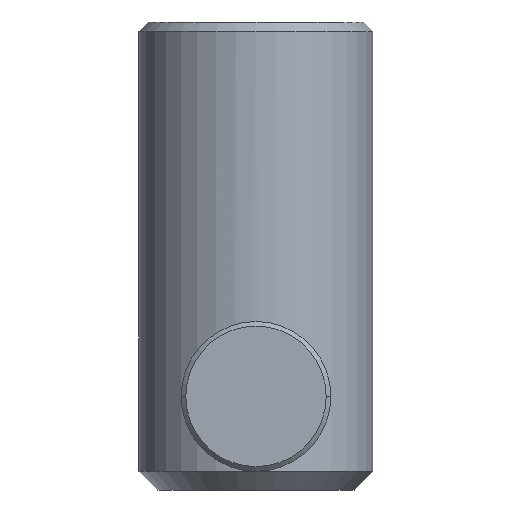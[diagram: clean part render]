
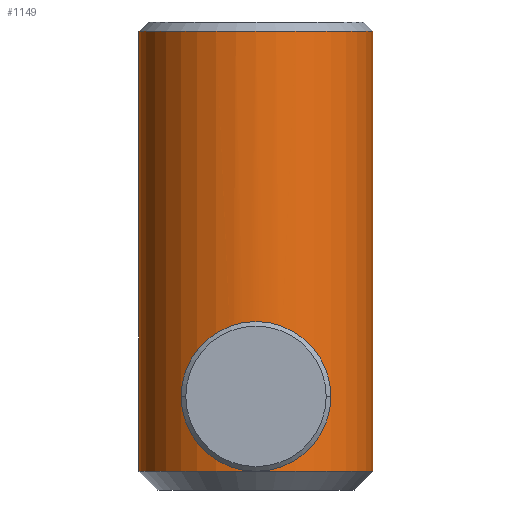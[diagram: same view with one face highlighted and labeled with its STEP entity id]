
A CAD part, front view. The second image highlights one B-rep face of the part: STEP entity #1149.
In plain terms, the highlighted cylindrical face has radius 12.5 mm (diameter 25 mm), a partial arc.
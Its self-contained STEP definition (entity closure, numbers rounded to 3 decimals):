
#35 = CARTESIAN_POINT ( 'NONE',  ( 12.5, 0., 2. ) ) ;
#52 = LINE ( 'NONE', #1172, #573 ) ;
#53 = CARTESIAN_POINT ( 'NONE',  ( -0.807, -12.475, 12.372 ) ) ;
#73 = CARTESIAN_POINT ( 'NONE',  ( -2.5, -12.247, 10.163 ) ) ;
#95 = CARTESIAN_POINT ( 'NONE',  ( 1.526, -12.407, 11.987 ) ) ;
#137 = DIRECTION ( 'NONE',  ( 1., 0., 0. ) ) ;
#179 = CYLINDRICAL_SURFACE ( 'NONE', #1557, 12.5 ) ;
#182 = VERTEX_POINT ( 'NONE', #35 ) ;
#186 = CARTESIAN_POINT ( 'NONE',  ( -1.651, -12.391, 11.884 ) ) ;
#194 = CARTESIAN_POINT ( 'NONE',  ( -1.998, -12.341, 8.463 ) ) ;
#202 = CARTESIAN_POINT ( 'NONE',  ( -1.109, -12.452, 12.247 ) ) ;
#206 = EDGE_CURVE ( 'NONE', #613, #655, #1003, .T. ) ;
#222 = CARTESIAN_POINT ( 'NONE',  ( 0.81, -12.475, 7.629 ) ) ;
#228 = CARTESIAN_POINT ( 'NONE',  ( 0.656, -12.486, 12.434 ) ) ;
#236 = CARTESIAN_POINT ( 'NONE',  ( 1.108, -12.452, 12.247 ) ) ;
#245 = CARTESIAN_POINT ( 'NONE',  ( 2.245, -12.297, 11.111 ) ) ;
#263 = CARTESIAN_POINT ( 'NONE',  ( 0., 0., 49. ) ) ;
#297 = CARTESIAN_POINT ( 'NONE',  ( -2.168, -12.311, 11.255 ) ) ;
#313 = ORIENTED_EDGE ( 'NONE', *, *, #206, .T. ) ;
#317 = CARTESIAN_POINT ( 'NONE',  ( -2.247, -12.297, 11.109 ) ) ;
#322 = VERTEX_POINT ( 'NONE', #1486 ) ;
#324 = DIRECTION ( 'NONE',  ( 0., 0., -1. ) ) ;
#331 = CARTESIAN_POINT ( 'NONE',  ( 2.5, -12.247, 10.331 ) ) ;
#341 = CARTESIAN_POINT ( 'NONE',  ( 0.327, -12.5, 12.5 ) ) ;
#351 = CARTESIAN_POINT ( 'NONE',  ( 1.989, -12.341, 8.476 ) ) ;
#364 = CARTESIAN_POINT ( 'NONE',  ( 1.884, -12.358, 8.348 ) ) ;
#377 = CARTESIAN_POINT ( 'NONE',  ( -0.808, -12.475, 7.628 ) ) ;
#378 = EDGE_CURVE ( 'NONE', #655, #613, #1601, .T. ) ;
#411 = CARTESIAN_POINT ( 'NONE',  ( -2.484, -12.251, 9.673 ) ) ;
#430 = CARTESIAN_POINT ( 'NONE',  ( -1.525, -12.407, 8.012 ) ) ;
#431 = DIRECTION ( 'NONE',  ( -1., 0., 0. ) ) ;
#432 = ORIENTED_EDGE ( 'NONE', *, *, #1256, .F. ) ;
#439 = CARTESIAN_POINT ( 'NONE',  ( -1.653, -12.391, 8.118 ) ) ;
#456 = CARTESIAN_POINT ( 'NONE',  ( 0., -12.5, 7.5 ) ) ;
#472 = CARTESIAN_POINT ( 'NONE',  ( 1.261, -12.44, 7.817 ) ) ;
#487 = VERTEX_POINT ( 'NONE', #1286 ) ;
#495 = ORIENTED_EDGE ( 'NONE', *, *, #1026, .T. ) ;
#573 = VECTOR ( 'NONE', #1444, 1000. ) ;
#594 = CARTESIAN_POINT ( 'NONE',  ( 1.254, -12.438, 12.169 ) ) ;
#613 = VERTEX_POINT ( 'NONE', #456 ) ;
#655 = VERTEX_POINT ( 'NONE', #750 ) ;
#671 = CARTESIAN_POINT ( 'NONE',  ( 0., 0., 50. ) ) ;
#672 = ORIENTED_EDGE ( 'NONE', *, *, #1136, .T. ) ;
#680 = CARTESIAN_POINT ( 'NONE',  ( -1.526, -12.407, 11.987 ) ) ;
#691 = CARTESIAN_POINT ( 'NONE',  ( -2.484, -12.251, 10.329 ) ) ;
#700 = CARTESIAN_POINT ( 'NONE',  ( 0., -12.5, 12.5 ) ) ;
#706 = CARTESIAN_POINT ( 'NONE',  ( 2.372, -12.273, 9.194 ) ) ;
#715 = CARTESIAN_POINT ( 'NONE',  ( 0.166, -12.5, 7.5 ) ) ;
#723 = CARTESIAN_POINT ( 'NONE',  ( 2.5, -12.247, 9.836 ) ) ;
#732 = CARTESIAN_POINT ( 'NONE',  ( 1.882, -12.358, 11.654 ) ) ;
#739 = CARTESIAN_POINT ( 'NONE',  ( 2.435, -12.261, 10.656 ) ) ;
#750 = CARTESIAN_POINT ( 'NONE',  ( 0., -12.5, 12.5 ) ) ;
#758 = DIRECTION ( 'NONE',  ( 0., 0., -1. ) ) ;
#784 = CARTESIAN_POINT ( 'NONE',  ( 0., -12.5, 7.5 ) ) ;
#796 = CARTESIAN_POINT ( 'NONE',  ( -1.988, -12.341, 11.525 ) ) ;
#797 = CARTESIAN_POINT ( 'NONE',  ( 0., 0., 2. ) ) ;
#800 = CARTESIAN_POINT ( 'NONE',  ( -12.5, 0., 2. ) ) ;
#814 = CARTESIAN_POINT ( 'NONE',  ( -0.651, -12.484, 12.419 ) ) ;
#830 = CARTESIAN_POINT ( 'NONE',  ( -1.884, -12.358, 11.652 ) ) ;
#838 = VECTOR ( 'NONE', #324, 1000. ) ;
#856 = CARTESIAN_POINT ( 'NONE',  ( 1.539, -12.407, 8.003 ) ) ;
#866 = VERTEX_POINT ( 'NONE', #800 ) ;
#911 = CARTESIAN_POINT ( 'NONE',  ( -0.328, -12.497, 7.516 ) ) ;
#931 = CARTESIAN_POINT ( 'NONE',  ( -2.42, -12.264, 9.35 ) ) ;
#938 = CARTESIAN_POINT ( 'NONE',  ( -2.42, -12.264, 10.65 ) ) ;
#961 = CARTESIAN_POINT ( 'NONE',  ( 0., -12.5, 12.5 ) ) ;
#1000 = CARTESIAN_POINT ( 'NONE',  ( 2.168, -12.311, 11.255 ) ) ;
#1003 = B_SPLINE_CURVE_WITH_KNOTS ( 'NONE', 3,
 ( #784, #1038, #911, #1425, #377, #1398, #1328, #430, #439, #194, #1337, #1568, #931, #411, #1348, #73, #691, #938, #1201, #317, #297, #796, #830, #186, #680, #1058, #202, #53, #814, #1586, #1576, #700 ),
 .UNSPECIFIED., .F., .F.,
 ( 4, 2, 2, 2, 2, 2, 2, 2, 2, 2, 2, 2, 2, 2, 2, 4 ),
 ( 0., 0., 0.001, 0.001, 0.002, 0.003, 0.003, 0.004, 0.004, 0.005, 0.005, 0.006, 0.006, 0.007, 0.007, 0.008 ),
 .UNSPECIFIED. ) ;
#1026 = EDGE_CURVE ( 'NONE', #487, #322, #1106, .T. ) ;
#1038 = CARTESIAN_POINT ( 'NONE',  ( -0.166, -12.5, 7.5 ) ) ;
#1051 = ORIENTED_EDGE ( 'NONE', *, *, #378, .T. ) ;
#1058 = CARTESIAN_POINT ( 'NONE',  ( -1.255, -12.438, 12.168 ) ) ;
#1080 = CARTESIAN_POINT ( 'NONE',  ( 12.5, 0., 50. ) ) ;
#1106 = CIRCLE ( 'NONE', #1156, 12.5 ) ;
#1116 = CARTESIAN_POINT ( 'NONE',  ( 0.329, -12.497, 7.516 ) ) ;
#1136 = EDGE_CURVE ( 'NONE', #866, #182, #1186, .T. ) ;
#1149 = ADVANCED_FACE ( 'NONE', ( #1577, #1299 ), #179, .T. ) ;
#1156 = AXIS2_PLACEMENT_3D ( 'NONE', #263, #758, #137 ) ;
#1172 = CARTESIAN_POINT ( 'NONE',  ( -12.5, 0., 50. ) ) ;
#1186 = CIRCLE ( 'NONE', #1402, 12.5 ) ;
#1201 = CARTESIAN_POINT ( 'NONE',  ( -2.372, -12.273, 10.806 ) ) ;
#1207 = EDGE_LOOP ( 'NONE', ( #432, #495, #1575, #672 ) ) ;
#1246 = CARTESIAN_POINT ( 'NONE',  ( 1.987, -12.341, 11.525 ) ) ;
#1256 = EDGE_CURVE ( 'NONE', #487, #182, #1330, .T. ) ;
#1286 = CARTESIAN_POINT ( 'NONE',  ( 12.5, 0., 49. ) ) ;
#1290 = DIRECTION ( 'NONE',  ( 1., 0., 0. ) ) ;
#1299 = FACE_BOUND ( 'NONE', #1334, .T. ) ;
#1328 = CARTESIAN_POINT ( 'NONE',  ( -1.254, -12.438, 7.831 ) ) ;
#1330 = LINE ( 'NONE', #1080, #838 ) ;
#1334 = EDGE_LOOP ( 'NONE', ( #313, #1051 ) ) ;
#1337 = CARTESIAN_POINT ( 'NONE',  ( -2.184, -12.308, 8.741 ) ) ;
#1348 = CARTESIAN_POINT ( 'NONE',  ( -2.5, -12.247, 9.835 ) ) ;
#1365 = CARTESIAN_POINT ( 'NONE',  ( 2.484, -12.251, 9.674 ) ) ;
#1387 = CARTESIAN_POINT ( 'NONE',  ( 2.247, -12.297, 8.892 ) ) ;
#1398 = CARTESIAN_POINT ( 'NONE',  ( -1.11, -12.452, 7.754 ) ) ;
#1402 = AXIS2_PLACEMENT_3D ( 'NONE', #797, #1457, #1290 ) ;
#1425 = CARTESIAN_POINT ( 'NONE',  ( -0.649, -12.484, 7.58 ) ) ;
#1426 = DIRECTION ( 'NONE',  ( 0., 0., -1. ) ) ;
#1444 = DIRECTION ( 'NONE',  ( 0., 0., -1. ) ) ;
#1457 = DIRECTION ( 'NONE',  ( 0., 0., 1. ) ) ;
#1480 = CARTESIAN_POINT ( 'NONE',  ( 1.651, -12.391, 11.884 ) ) ;
#1486 = CARTESIAN_POINT ( 'NONE',  ( -12.5, 0., 49. ) ) ;
#1494 = CARTESIAN_POINT ( 'NONE',  ( 2.17, -12.311, 8.748 ) ) ;
#1500 = EDGE_CURVE ( 'NONE', #322, #866, #52, .T. ) ;
#1503 = CARTESIAN_POINT ( 'NONE',  ( 0.652, -12.484, 7.581 ) ) ;
#1511 = CARTESIAN_POINT ( 'NONE',  ( 2.42, -12.263, 9.353 ) ) ;
#1557 = AXIS2_PLACEMENT_3D ( 'NONE', #671, #1426, #431 ) ;
#1568 = CARTESIAN_POINT ( 'NONE',  ( -2.371, -12.273, 9.192 ) ) ;
#1575 = ORIENTED_EDGE ( 'NONE', *, *, #1500, .T. ) ;
#1576 = CARTESIAN_POINT ( 'NONE',  ( -0.163, -12.5, 12.5 ) ) ;
#1577 = FACE_OUTER_BOUND ( 'NONE', #1207, .T. ) ;
#1586 = CARTESIAN_POINT ( 'NONE',  ( -0.329, -12.497, 12.484 ) ) ;
#1601 = B_SPLINE_CURVE_WITH_KNOTS ( 'NONE', 3,
 ( #961, #341, #228, #236, #594, #95, #1480, #732, #1246, #1000, #245, #739, #331, #723, #1365, #1511, #706, #1387, #1494, #351, #364, #856, #472, #222, #1503, #1116, #715, #1626 ),
 .UNSPECIFIED., .F., .F.,
 ( 4, 2, 2, 2, 2, 2, 2, 2, 2, 2, 2, 2, 2, 4 ),
 ( 0.008, 0.009, 0.009, 0.01, 0.01, 0.011, 0.012, 0.012, 0.013, 0.013, 0.014, 0.015, 0.015, 0.016 ),
 .UNSPECIFIED. ) ;
#1626 = CARTESIAN_POINT ( 'NONE',  ( 0., -12.5, 7.5 ) ) ;
